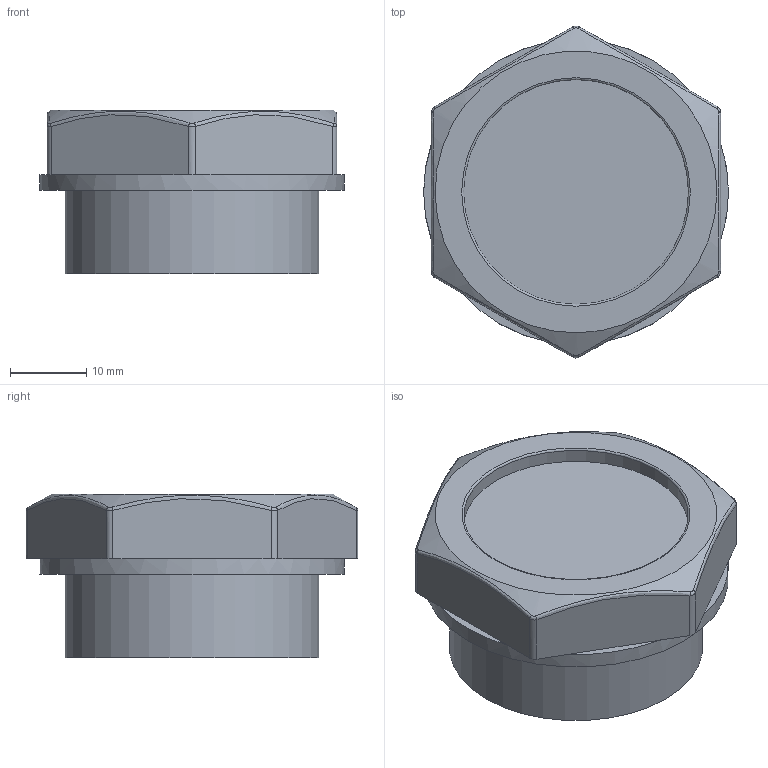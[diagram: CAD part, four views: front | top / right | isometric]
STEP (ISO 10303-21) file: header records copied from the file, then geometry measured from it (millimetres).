
FILE_DESCRIPTION( ( 'Unknown' ), '1' );
FILE_NAME( '6312580_TOS7.stp', 'Unknown', ( 'Unknown' ), ( 'Unknown' ), 'PSStep 14.0', 'Unknown', ' ' );
FILE_SCHEMA( ( 'AUTOMOTIVE_DESIGN { 1 0 10303 214 1 1 1 1 }' ) );
Length unit declared in the file: millimetre
Products named in the file (1): 6312530_TO7
Bounding box: 40 x 43.57 x 21.5 mm (x, y, z)
Volume: 17719.9 mm3; surface area: 5970.2 mm2
Topology: 1 solids, 1 shells, 48 faces, 104 edges, 61 vertices
Faces by surface type: plane 23, bspline 12, cylinder 10, torus 2, cone 1
Full cylindrical faces by diameter (mm): 17.5 x1, 29.5 x1, 33.249 x1, 40 x1
Entity records: 3336 total; most frequent: CARTESIAN_POINT 2007, ORIENTED_EDGE 188, DIRECTION 184, EDGE_CURVE 94, AXIS2_PLACEMENT_3D 77, EDGE_LOOP 58, VERTEX_POINT 58, FACE_OUTER_BOUND 54
